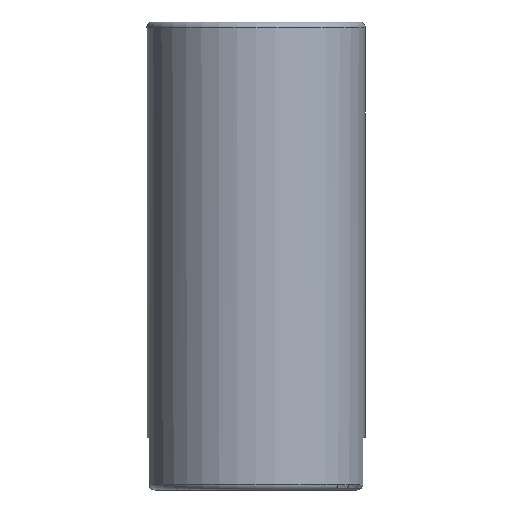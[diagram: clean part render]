
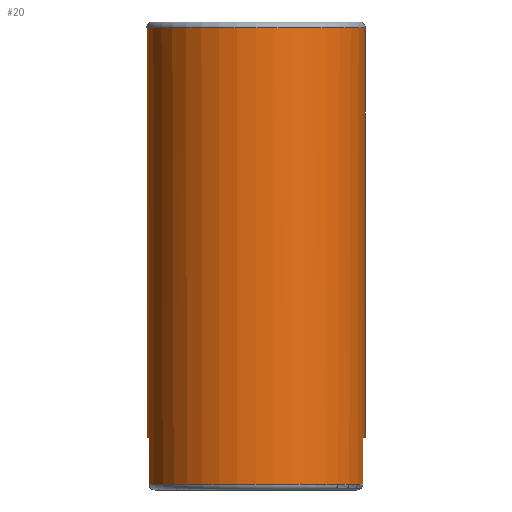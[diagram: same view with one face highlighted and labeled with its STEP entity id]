
A CAD part, front view. The second image highlights one B-rep face of the part: STEP entity #20.
In plain terms, the highlighted cylindrical face has radius 2.388 mm (diameter 4.775 mm), a full revolution.
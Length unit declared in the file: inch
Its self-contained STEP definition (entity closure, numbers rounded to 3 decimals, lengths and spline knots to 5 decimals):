
#20 = ADVANCED_FACE ( 'NONE', ( #707, #711 ), #710, .T. ) ;
#52 = VERTEX_POINT ( 'NONE', #919 ) ;
#58 = VERTEX_POINT ( 'NONE', #918 ) ;
#251 = VERTEX_POINT ( 'NONE', #908 ) ;
#278 = VERTEX_POINT ( 'NONE', #903 ) ;
#283 = VERTEX_POINT ( 'NONE', #898 ) ;
#296 = VERTEX_POINT ( 'NONE', #880 ) ;
#299 = VERTEX_POINT ( 'NONE', #877 ) ;
#539 = VERTEX_POINT ( 'NONE', #871 ) ;
#670 = AXIS2_PLACEMENT_3D ( 'NONE', #2551, #1665, #1664 ) ;
#707 = FACE_OUTER_BOUND ( 'NONE', #2685, .T. ) ;
#710 = CYLINDRICAL_SURFACE ( 'NONE', #1681, 0.094 ) ;
#711 = FACE_OUTER_BOUND ( 'NONE', #2689, .T. ) ;
#733 = VECTOR ( 'NONE', #864, 39.37008 ) ;
#734 = LINE ( 'NONE', #868, #733 ) ;
#765 = VECTOR ( 'NONE', #2355, 39.37008 ) ;
#769 = CIRCLE ( 'NONE', #1526, 0.094 ) ;
#770 = LINE ( 'NONE', #2255, #793 ) ;
#773 = LINE ( 'NONE', #2356, #765 ) ;
#786 = CIRCLE ( 'NONE', #860, 0.094 ) ;
#791 = CIRCLE ( 'NONE', #1527, 0.094 ) ;
#792 = LINE ( 'NONE', #2250, #795 ) ;
#793 = VECTOR ( 'NONE', #2254, 39.37008 ) ;
#795 = VECTOR ( 'NONE', #2249, 39.37008 ) ;
#799 = CIRCLE ( 'NONE', #670, 0.094 ) ;
#800 = CIRCLE ( 'NONE', #2826, 0.094 ) ;
#835 = EDGE_CURVE ( 'NONE', #283, #299, #734, .T. ) ;
#860 = AXIS2_PLACEMENT_3D ( 'NONE', #2300, #2278, #2277 ) ;
#864 = DIRECTION ( 'NONE',  ( 0., 0., -1. ) ) ;
#868 = CARTESIAN_POINT ( 'NONE',  ( 0.09206, 0.019, 0.37381 ) ) ;
#871 = CARTESIAN_POINT ( 'NONE',  ( -0.09206, -0.019, 0.005 ) ) ;
#877 = CARTESIAN_POINT ( 'NONE',  ( 0.09206, 0.019, 0.005 ) ) ;
#880 = CARTESIAN_POINT ( 'NONE',  ( -0.09206, 0.019, 0.005 ) ) ;
#898 = CARTESIAN_POINT ( 'NONE',  ( 0.09206, 0.019, 0.045 ) ) ;
#903 = CARTESIAN_POINT ( 'NONE',  ( 0.09206, -0.019, 0.045 ) ) ;
#908 = CARTESIAN_POINT ( 'NONE',  ( -0.09206, -0.019, 0.045 ) ) ;
#918 = CARTESIAN_POINT ( 'NONE',  ( -0.09206, 0.019, 0.045 ) ) ;
#919 = CARTESIAN_POINT ( 'NONE',  ( 0.09206, -0.019, 0.005 ) ) ;
#957 = DIRECTION ( 'NONE',  ( 0., 0., 1. ) ) ;
#958 = DIRECTION ( 'NONE',  ( 1., 0., 0. ) ) ;
#961 = CARTESIAN_POINT ( 'NONE',  ( 0., 0., 0.37381 ) ) ;
#1526 = AXIS2_PLACEMENT_3D ( 'NONE', #2409, #2405, #2404 ) ;
#1527 = AXIS2_PLACEMENT_3D ( 'NONE', #2268, #2260, #2259 ) ;
#1543 = EDGE_CURVE ( 'NONE', #58, #251, #769, .T. ) ;
#1550 = EDGE_CURVE ( 'NONE', #251, #539, #773, .T. ) ;
#1564 = EDGE_CURVE ( 'NONE', #539, #52, #786, .T. ) ;
#1569 = EDGE_CURVE ( 'NONE', #1609, #1609, #791, .T. ) ;
#1571 = EDGE_CURVE ( 'NONE', #52, #278, #770, .T. ) ;
#1573 = EDGE_CURVE ( 'NONE', #296, #58, #792, .T. ) ;
#1575 = EDGE_CURVE ( 'NONE', #278, #283, #799, .T. ) ;
#1576 = EDGE_CURVE ( 'NONE', #299, #296, #800, .T. ) ;
#1608 = CARTESIAN_POINT ( 'NONE',  ( 0.094, 0., 0.398 ) ) ;
#1609 = VERTEX_POINT ( 'NONE', #1608 ) ;
#1662 = DIRECTION ( 'NONE',  ( 1., 0., 0. ) ) ;
#1663 = DIRECTION ( 'NONE',  ( 0., 0., 1. ) ) ;
#1664 = DIRECTION ( 'NONE',  ( 1., 0., 0. ) ) ;
#1665 = DIRECTION ( 'NONE',  ( 0., 0., 1. ) ) ;
#1681 = AXIS2_PLACEMENT_3D ( 'NONE', #961, #957, #958 ) ;
#2248 = CARTESIAN_POINT ( 'NONE',  ( 0., 0., 0.005 ) ) ;
#2249 = DIRECTION ( 'NONE',  ( 0., 0., 1. ) ) ;
#2250 = CARTESIAN_POINT ( 'NONE',  ( -0.09206, 0.019, 0.37381 ) ) ;
#2254 = DIRECTION ( 'NONE',  ( 0., 0., 1. ) ) ;
#2255 = CARTESIAN_POINT ( 'NONE',  ( 0.09206, -0.019, 0.37381 ) ) ;
#2259 = DIRECTION ( 'NONE',  ( 1., 0., 0. ) ) ;
#2260 = DIRECTION ( 'NONE',  ( 0., 0., 1. ) ) ;
#2268 = CARTESIAN_POINT ( 'NONE',  ( 0., 0., 0.398 ) ) ;
#2277 = DIRECTION ( 'NONE',  ( 1., 0., 0. ) ) ;
#2278 = DIRECTION ( 'NONE',  ( 0., 0., 1. ) ) ;
#2300 = CARTESIAN_POINT ( 'NONE',  ( 0., 0., 0.005 ) ) ;
#2355 = DIRECTION ( 'NONE',  ( 0., 0., -1. ) ) ;
#2356 = CARTESIAN_POINT ( 'NONE',  ( -0.09206, -0.019, 0.37381 ) ) ;
#2404 = DIRECTION ( 'NONE',  ( 1., 0., 0. ) ) ;
#2405 = DIRECTION ( 'NONE',  ( 0., 0., 1. ) ) ;
#2409 = CARTESIAN_POINT ( 'NONE',  ( 0., 0., 0.045 ) ) ;
#2551 = CARTESIAN_POINT ( 'NONE',  ( 0., 0., 0.045 ) ) ;
#2660 = ORIENTED_EDGE ( 'NONE', *, *, #1576, .T. ) ;
#2661 = ORIENTED_EDGE ( 'NONE', *, *, #835, .T. ) ;
#2662 = ORIENTED_EDGE ( 'NONE', *, *, #1575, .T. ) ;
#2663 = ORIENTED_EDGE ( 'NONE', *, *, #1571, .T. ) ;
#2664 = ORIENTED_EDGE ( 'NONE', *, *, #1564, .T. ) ;
#2665 = ORIENTED_EDGE ( 'NONE', *, *, #1550, .T. ) ;
#2685 = EDGE_LOOP ( 'NONE', ( #2750 ) ) ;
#2689 = EDGE_LOOP ( 'NONE', ( #2753, #2786, #2665, #2664, #2663, #2662, #2661, #2660 ) ) ;
#2750 = ORIENTED_EDGE ( 'NONE', *, *, #1569, .F. ) ;
#2753 = ORIENTED_EDGE ( 'NONE', *, *, #1573, .T. ) ;
#2786 = ORIENTED_EDGE ( 'NONE', *, *, #1543, .T. ) ;
#2826 = AXIS2_PLACEMENT_3D ( 'NONE', #2248, #1663, #1662 ) ;
